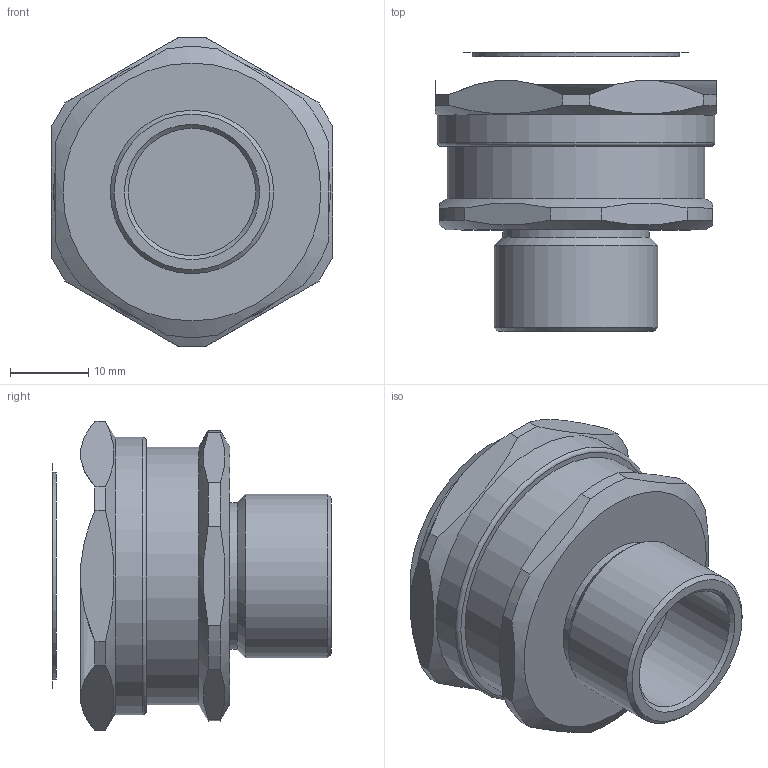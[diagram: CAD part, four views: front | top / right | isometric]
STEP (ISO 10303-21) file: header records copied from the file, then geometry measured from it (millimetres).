
FILE_DESCRIPTION(/* description */ ('','CAx-IF Rec.Pracs.---Representation and Presentation of Product Manufacturing Information (PMI)---4.0---2014-10-13'),/* implementation_level */ '2;1');
FILE_NAME(/* name */ 'ЗЭТАРУС МВН-G1(2-МР20.stp',/* time_stamp */ '2023-02-28T13:48:27+07:00',/* author */ ('zeta-09'),/* organization */ (''),/* preprocessor_version */ 'ST-DEVELOPER v18.1',/* originating_system */ 'Autodesk Inventor 2021',/* authorisation */ '');
FILE_SCHEMA (('AP242_MANAGED_MODEL_BASED_3D_ENGINEERING_MIM_LF { 1 0 10303 442 1 1 4 }'));
Length unit declared in the file: millimetre
Products named in the file (1): Деталь2
Bounding box: 36 x 35.69 x 39.57 mm (x, y, z)
Volume: 23175.4 mm3; surface area: 6963.8 mm2
Topology: 1 solids, 3 shells, 46 faces, 110 edges, 72 vertices
Faces by surface type: plane 26, cylinder 12, cone 7, torus 1
Full cylindrical faces by diameter (mm): 16.3 x1, 18.8 x1, 20.9 x1, 26.5 x1, 33 x1, 35.5 x1
Entity records: 1481 total; most frequent: CARTESIAN_POINT 326, DIRECTION 223, ORIENTED_EDGE 218, EDGE_CURVE 110, AXIS2_PLACEMENT_3D 93, VERTEX_POINT 72, EDGE_LOOP 50, STYLED_ITEM 46
